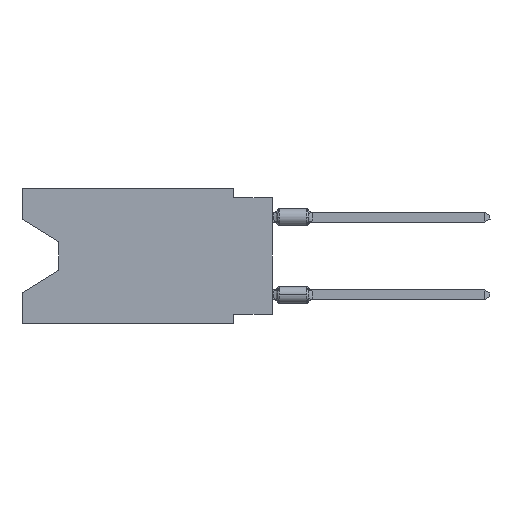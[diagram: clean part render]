
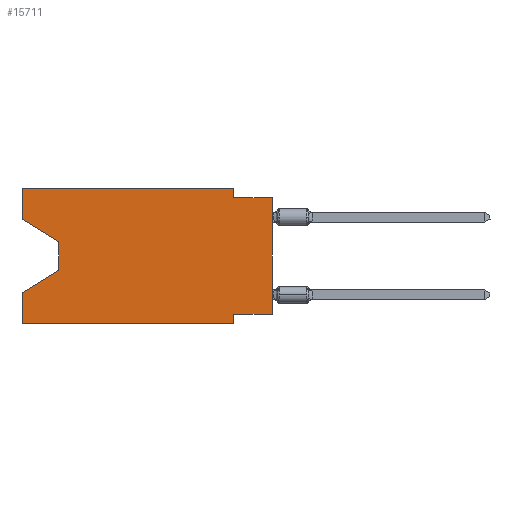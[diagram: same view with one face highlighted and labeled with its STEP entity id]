
A CAD part, left-side view. The second image highlights one B-rep face of the part: STEP entity #15711.
In plain terms, the highlighted planar face has unit normal (-1, 0, 0).
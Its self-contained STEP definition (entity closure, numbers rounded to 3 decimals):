
#414 = VERTEX_POINT ( 'NONE', #5613 ) ;
#1052 = VECTOR ( 'NONE', #2744, 1000. ) ;
#1701 = CARTESIAN_POINT ( 'NONE',  ( 0., 2.54, -8.89 ) ) ;
#1781 = DIRECTION ( 'NONE',  ( 0., 0., 1. ) ) ;
#2067 = ORIENTED_EDGE ( 'NONE', *, *, #24607, .F. ) ;
#2650 = VECTOR ( 'NONE', #14138, 1000. ) ;
#2660 = EDGE_CURVE ( 'NONE', #14519, #414, #27101, .T. ) ;
#2726 = DIRECTION ( 'NONE',  ( 0., -0.855, -0.519 ) ) ;
#2744 = DIRECTION ( 'NONE',  ( 0., -1., 0. ) ) ;
#2787 = EDGE_CURVE ( 'NONE', #31429, #414, #19948, .T. ) ;
#3371 = DIRECTION ( 'NONE',  ( 0., -1., 0. ) ) ;
#4328 = LINE ( 'NONE', #6684, #32077 ) ;
#4330 = EDGE_CURVE ( 'NONE', #22118, #18775, #25835, .T. ) ;
#4584 = EDGE_CURVE ( 'NONE', #30637, #8864, #11192, .T. ) ;
#4649 = AXIS2_PLACEMENT_3D ( 'NONE', #7161, #9873, #9535 ) ;
#4939 = LINE ( 'NONE', #25321, #25355 ) ;
#4944 = ORIENTED_EDGE ( 'NONE', *, *, #28396, .T. ) ;
#5613 = CARTESIAN_POINT ( 'NONE',  ( 0., 16.383, -6.852 ) ) ;
#5654 = ORIENTED_EDGE ( 'NONE', *, *, #4584, .F. ) ;
#5893 = CARTESIAN_POINT ( 'NONE',  ( 0., 2.54, -8.89 ) ) ;
#6324 = VERTEX_POINT ( 'NONE', #31378 ) ;
#6684 = CARTESIAN_POINT ( 'NONE',  ( 0., 16.383, 0. ) ) ;
#7161 = CARTESIAN_POINT ( 'NONE',  ( 0., 16.383, 0. ) ) ;
#7409 = ORIENTED_EDGE ( 'NONE', *, *, #25019, .T. ) ;
#8287 = LINE ( 'NONE', #18647, #16233 ) ;
#8864 = VERTEX_POINT ( 'NONE', #25002 ) ;
#9535 = DIRECTION ( 'NONE',  ( 0., 0., -1. ) ) ;
#9873 = DIRECTION ( 'NONE',  ( 1., 0., 0. ) ) ;
#10209 = CARTESIAN_POINT ( 'NONE',  ( 0., 16.383, 0. ) ) ;
#10227 = CARTESIAN_POINT ( 'NONE',  ( 0., 2.54, 0. ) ) ;
#10270 = LINE ( 'NONE', #20640, #27479 ) ;
#10454 = VECTOR ( 'NONE', #16387, 1000. ) ;
#10617 = EDGE_CURVE ( 'NONE', #18775, #30637, #22917, .T. ) ;
#10846 = VERTEX_POINT ( 'NONE', #13527 ) ;
#11192 = LINE ( 'NONE', #16467, #21112 ) ;
#12379 = CARTESIAN_POINT ( 'NONE',  ( 0., 13.97, -3.505 ) ) ;
#12411 = FACE_OUTER_BOUND ( 'NONE', #15228, .T. ) ;
#12454 = ORIENTED_EDGE ( 'NONE', *, *, #14072, .F. ) ;
#13527 = CARTESIAN_POINT ( 'NONE',  ( 0., 16.383, -2.038 ) ) ;
#13920 = CARTESIAN_POINT ( 'NONE',  ( 0., 2.54, -0.635 ) ) ;
#14072 = EDGE_CURVE ( 'NONE', #10846, #22118, #4328, .T. ) ;
#14138 = DIRECTION ( 'NONE',  ( 0., 1., 0. ) ) ;
#14159 = CARTESIAN_POINT ( 'NONE',  ( 0., 13.97, -5.385 ) ) ;
#14519 = VERTEX_POINT ( 'NONE', #20354 ) ;
#15228 = EDGE_LOOP ( 'NONE', ( #20680, #28156, #31554, #18021, #4944, #2067, #26727, #7409, #5654, #27208, #16563, #12454 ) ) ;
#15362 = CARTESIAN_POINT ( 'NONE',  ( 0., 2.54, -8.255 ) ) ;
#15711 = ADVANCED_FACE ( 'NONE', ( #12411 ), #20238, .F. ) ;
#16084 = VECTOR ( 'NONE', #27508, 1000. ) ;
#16233 = VECTOR ( 'NONE', #3371, 1000. ) ;
#16387 = DIRECTION ( 'NONE',  ( 0., 0.855, -0.519 ) ) ;
#16467 = CARTESIAN_POINT ( 'NONE',  ( 0., 0., -0.635 ) ) ;
#16563 = ORIENTED_EDGE ( 'NONE', *, *, #4330, .F. ) ;
#18021 = ORIENTED_EDGE ( 'NONE', *, *, #2787, .F. ) ;
#18647 = CARTESIAN_POINT ( 'NONE',  ( 0., 16.383, -8.89 ) ) ;
#18775 = VERTEX_POINT ( 'NONE', #10227 ) ;
#18967 = LINE ( 'NONE', #5893, #25271 ) ;
#19127 = DIRECTION ( 'NONE',  ( 0., 0., -1. ) ) ;
#19244 = LINE ( 'NONE', #27413, #2650 ) ;
#19897 = VECTOR ( 'NONE', #27693, 1000. ) ;
#19948 = LINE ( 'NONE', #28271, #27309 ) ;
#20238 = PLANE ( 'NONE',  #4649 ) ;
#20354 = CARTESIAN_POINT ( 'NONE',  ( 0., 13.97, -5.385 ) ) ;
#20453 = EDGE_CURVE ( 'NONE', #10846, #29368, #4939, .T. ) ;
#20640 = CARTESIAN_POINT ( 'NONE',  ( 0., 0., 0. ) ) ;
#20680 = ORIENTED_EDGE ( 'NONE', *, *, #20453, .T. ) ;
#21112 = VECTOR ( 'NONE', #26837, 1000. ) ;
#21953 = EDGE_CURVE ( 'NONE', #29368, #14519, #32126, .T. ) ;
#22118 = VERTEX_POINT ( 'NONE', #22240 ) ;
#22240 = CARTESIAN_POINT ( 'NONE',  ( 0., 16.383, 0. ) ) ;
#22917 = LINE ( 'NONE', #30579, #19897 ) ;
#23913 = EDGE_CURVE ( 'NONE', #6324, #26072, #19244, .T. ) ;
#24607 = EDGE_CURVE ( 'NONE', #26072, #28120, #18967, .T. ) ;
#24962 = CARTESIAN_POINT ( 'NONE',  ( 0., 13.97, -3.505 ) ) ;
#25002 = CARTESIAN_POINT ( 'NONE',  ( 0., 0., -0.635 ) ) ;
#25019 = EDGE_CURVE ( 'NONE', #6324, #8864, #10270, .T. ) ;
#25271 = VECTOR ( 'NONE', #19127, 1000. ) ;
#25321 = CARTESIAN_POINT ( 'NONE',  ( 0., 16.383, -2.038 ) ) ;
#25355 = VECTOR ( 'NONE', #2726, 1000. ) ;
#25835 = LINE ( 'NONE', #10209, #1052 ) ;
#26072 = VERTEX_POINT ( 'NONE', #15362 ) ;
#26717 = CARTESIAN_POINT ( 'NONE',  ( 0., 16.383, -8.89 ) ) ;
#26727 = ORIENTED_EDGE ( 'NONE', *, *, #23913, .F. ) ;
#26837 = DIRECTION ( 'NONE',  ( 0., -1., 0. ) ) ;
#27101 = LINE ( 'NONE', #14159, #10454 ) ;
#27208 = ORIENTED_EDGE ( 'NONE', *, *, #10617, .F. ) ;
#27309 = VECTOR ( 'NONE', #1781, 1000. ) ;
#27413 = CARTESIAN_POINT ( 'NONE',  ( 0., 0., -8.255 ) ) ;
#27422 = DIRECTION ( 'NONE',  ( 0., 0., 1. ) ) ;
#27479 = VECTOR ( 'NONE', #28453, 1000. ) ;
#27508 = DIRECTION ( 'NONE',  ( 0., 0., -1. ) ) ;
#27693 = DIRECTION ( 'NONE',  ( 0., 0., -1. ) ) ;
#28120 = VERTEX_POINT ( 'NONE', #1701 ) ;
#28156 = ORIENTED_EDGE ( 'NONE', *, *, #21953, .T. ) ;
#28271 = CARTESIAN_POINT ( 'NONE',  ( 0., 16.383, 0. ) ) ;
#28396 = EDGE_CURVE ( 'NONE', #31429, #28120, #8287, .T. ) ;
#28453 = DIRECTION ( 'NONE',  ( 0., 0., 1. ) ) ;
#29368 = VERTEX_POINT ( 'NONE', #12379 ) ;
#30579 = CARTESIAN_POINT ( 'NONE',  ( 0., 2.54, 0. ) ) ;
#30637 = VERTEX_POINT ( 'NONE', #13920 ) ;
#31378 = CARTESIAN_POINT ( 'NONE',  ( 0., 0., -8.255 ) ) ;
#31429 = VERTEX_POINT ( 'NONE', #26717 ) ;
#31554 = ORIENTED_EDGE ( 'NONE', *, *, #2660, .T. ) ;
#32077 = VECTOR ( 'NONE', #27422, 1000. ) ;
#32126 = LINE ( 'NONE', #24962, #16084 ) ;
